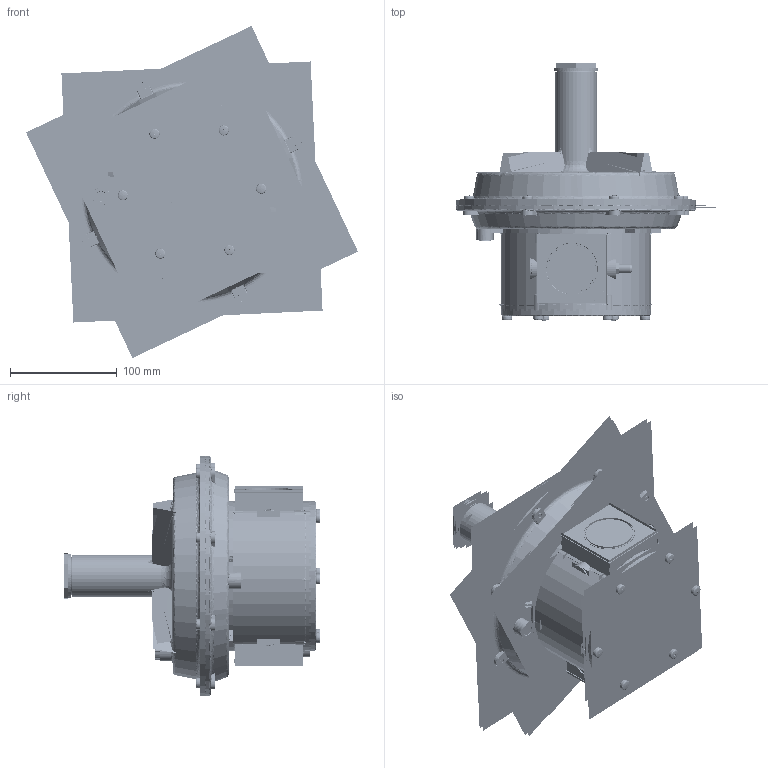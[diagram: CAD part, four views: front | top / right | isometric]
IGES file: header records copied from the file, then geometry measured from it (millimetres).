
Start section:  PTC IGES file: FR06.igs
Global section: file name: FR06.igs; native system: Creo Parametric by Parametric Technology Corporation; preprocessor: 2012130; author: Matteo Bolognesi; organization: Unknown; date: 20140426.085618; units: millimetre
Bounding box: 311.5 x 241.15 x 311.53 mm (x, y, z)
Surface area: 3020460.4 mm2 (no closed solid volume)
Topology: 0 solids, 0 shells, 6052 faces, 78269 edges, 103076 vertices
Faces by surface type: revolution 4128, bspline 1860, extrusion 64
